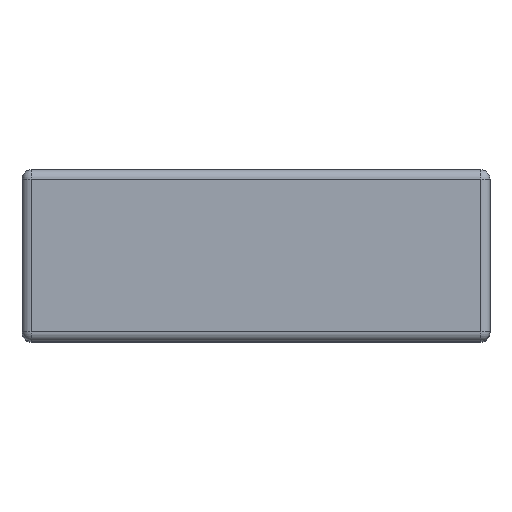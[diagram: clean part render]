
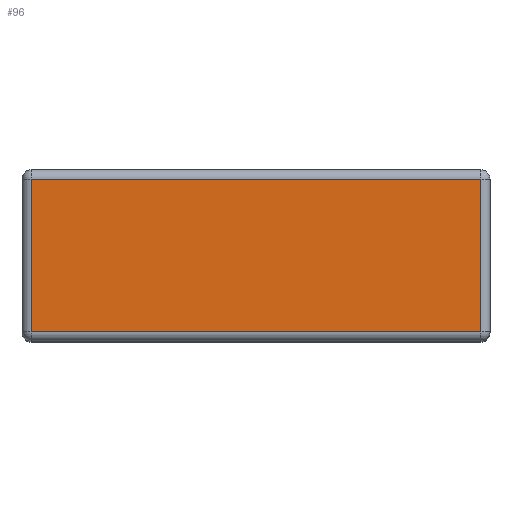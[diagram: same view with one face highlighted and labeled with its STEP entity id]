
A CAD part, top view. The second image highlights one B-rep face of the part: STEP entity #96.
In plain terms, the highlighted planar face has unit normal (0, 0, 1).
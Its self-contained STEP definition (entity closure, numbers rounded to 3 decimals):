
#96=ADVANCED_FACE('',(#452),#454,.T.);
#452=FACE_BOUND('',#453,.T.);
#453=EDGE_LOOP('',(#746,#747,#748,#749));
#454=PLANE('',#455);
#455=AXIS2_PLACEMENT_3D('',#456,#457,#458);
#456=CARTESIAN_POINT('',(-7.5,-2.75,27.));
#457=DIRECTION('',(0.,0.,1.));
#458=DIRECTION('',(1.,0.,0.));
#746=ORIENTED_EDGE('',*,*,#866,.T.);
#747=ORIENTED_EDGE('',*,*,#867,.T.);
#748=ORIENTED_EDGE('',*,*,#868,.F.);
#749=ORIENTED_EDGE('',*,*,#869,.F.);
#866=EDGE_CURVE('',#934,#935,#936,.T.);
#867=EDGE_CURVE('',#935,#937,#938,.T.);
#868=EDGE_CURVE('',#939,#937,#940,.T.);
#869=EDGE_CURVE('',#934,#939,#941,.T.);
#934=VERTEX_POINT('',#1046);
#935=VERTEX_POINT('',#1047);
#936=LINE('',#1048,#1049);
#937=VERTEX_POINT('',#1051);
#938=LINE('',#1052,#1053);
#939=VERTEX_POINT('',#1055);
#940=LINE('',#1056,#1057);
#941=LINE('',#1059,#1060);
#1046=CARTESIAN_POINT('',(-7.2,-2.45,27.));
#1047=CARTESIAN_POINT('',(7.2,-2.45,27.));
#1048=CARTESIAN_POINT('',(-7.2,-2.45,27.));
#1049=VECTOR('',#1050,1.);
#1050=DIRECTION('',(1.,0.,0.));
#1051=CARTESIAN_POINT('',(7.2,2.45,27.));
#1052=CARTESIAN_POINT('',(7.2,-2.45,27.));
#1053=VECTOR('',#1054,1.);
#1054=DIRECTION('',(0.,1.,0.));
#1055=CARTESIAN_POINT('',(-7.2,2.45,27.));
#1056=CARTESIAN_POINT('',(-7.2,2.45,27.));
#1057=VECTOR('',#1058,1.);
#1058=DIRECTION('',(1.,0.,0.));
#1059=CARTESIAN_POINT('',(-7.2,-2.45,27.));
#1060=VECTOR('',#1061,1.);
#1061=DIRECTION('',(0.,1.,0.));
